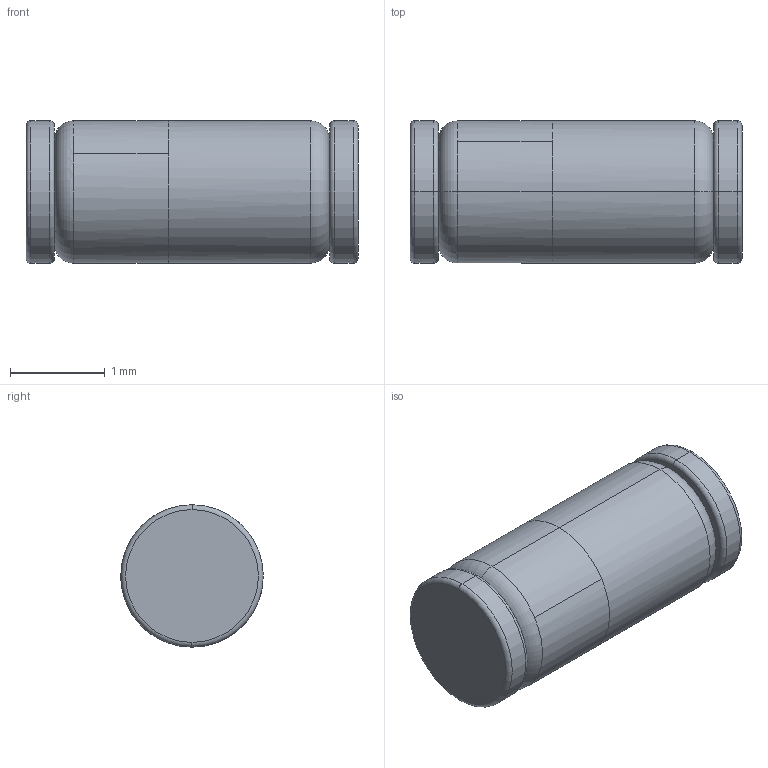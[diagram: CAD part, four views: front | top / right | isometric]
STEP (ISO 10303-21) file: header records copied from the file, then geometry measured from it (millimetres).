
FILE_DESCRIPTION(('FreeCAD Model'),'2;1');
FILE_NAME( 'User Library-Diode MELF.step', '2017-05-18T16:09:44',('kicad StepUp'),('ksu MCAD'), 'Open CASCADE STEP processor 6.8','FreeCAD','Unknown');
FILE_SCHEMA(('AUTOMOTIVE_DESIGN_CC2 { 1 2 10303 214 -1 1 5 4 }'));
Length unit declared in the file: millimetre
Products named in the file (2): ASSEMBLY; User_Library-Diode_MELF
Assembly tree (1 placements, depth 2):
  ASSEMBLY
    User_Library-Diode_MELF
Bounding box: 3.5 x 1.5 x 1.5 mm (x, y, z)
Volume: 6.1 mm3; surface area: 22 mm2
Topology: 1 solids, 1 shells, 25 faces, 51 edges, 30 vertices
Faces by surface type: torus 12, cylinder 9, plane 4
Entity records: 896 total; most frequent: CARTESIAN_POINT 142, DIRECTION 137, ORIENTED_EDGE 102, AXIS2_PLACEMENT_3D 65, EDGE_CURVE 51, CIRCLE 38, VERTEX_POINT 30, FACE_BOUND 27
